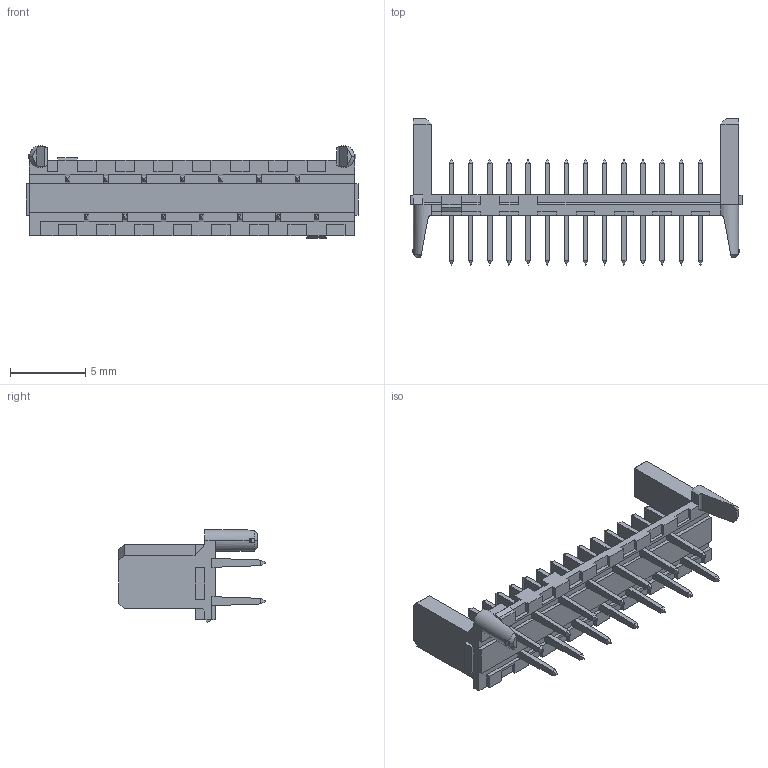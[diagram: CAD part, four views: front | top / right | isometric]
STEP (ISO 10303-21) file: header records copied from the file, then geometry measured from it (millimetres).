
FILE_DESCRIPTION(('STEP AP242'),'1');
FILE_NAME('90325-0014.stp','2021-06-12T14:14:09',('TraceParts'),('TraceParts S.A.'),'Spatial InterOp 3D',' ',' ');
FILE_SCHEMA(('AP242_MANAGED_MODEL_BASED_3D_ENGINEERING_MIM_LF {1 0 10303 442 1 1 4}'));
Length unit declared in the file: millimetre
Products named in the file (1): 90325-0014_1
Bounding box: 22.02 x 9.7 x 6.16 mm (x, y, z)
Volume: 193.9 mm3; surface area: 684 mm2
Topology: 1 solids, 1 shells, 458 faces, 1204 edges, 795 vertices
Faces by surface type: plane 448, cylinder 6, cone 4
Entity records: 13716 total; most frequent: CARTESIAN_POINT 2477, ORIENTED_EDGE 2344, DIRECTION 2160, EDGE_CURVE 1172, LINE 1136, VECTOR 1136, VERTEX_POINT 731, AXIS2_PLACEMENT_3D 512
